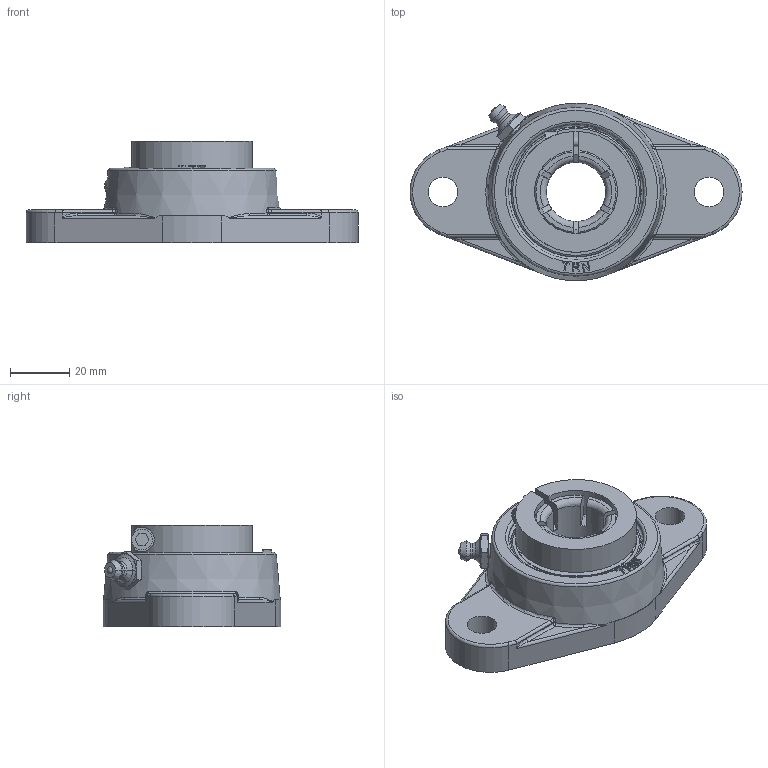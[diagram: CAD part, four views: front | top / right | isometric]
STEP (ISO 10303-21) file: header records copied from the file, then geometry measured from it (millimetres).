
FILE_DESCRIPTION(/* description */ ('Alibre Inc.'),/* implementation_level */ '2;1');
FILE_NAME(/* name */ 'export0',/* time_stamp */ '2015-11-27T11:34:36-08:00',/* author */ (''),/* organization */ (''),/* preprocessor_version */ 'ST-DEVELOPER v12',/* originating_system */ 'Alibre',/* authorisation */ '');
FILE_SCHEMA (('AUTOMOTIVE_DESIGN'));
Length unit declared in the file: centimetre
Products named in the file (8): 3
Bounding box: 112 x 59.85 x 34.1 mm (x, y, z)
Volume: 68400.8 mm3; surface area: 33711.5 mm2
Topology: 8 solids, 8 shells, 316 faces, 794 edges, 495 vertices
Faces by surface type: plane 111, cylinder 72, cone 49, bspline 40, torus 31, sphere 13
Full cylindrical faces by diameter (mm): 1.471 x2, 3.242 x2, 4 x1, 5 x2, 7 x1, 10 x2, 20 x1, 32 x4, 32.508 x2, 40 x2, 40.792 x2, 45.72 x1, 48.895 x1
Entity records: 12911 total; most frequent: CARTESIAN_POINT 6351, ORIENTED_EDGE 1426, DIRECTION 1083, EDGE_CURVE 713, VERTEX_POINT 465, AXIS2_PLACEMENT_3D 459, EDGE_LOOP 378, FACE_BOUND 378
